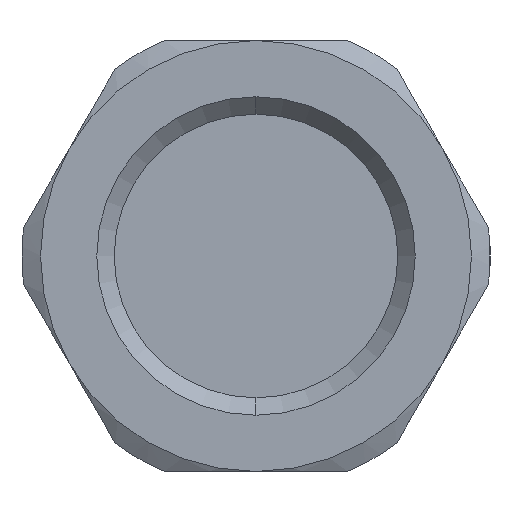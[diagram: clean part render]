
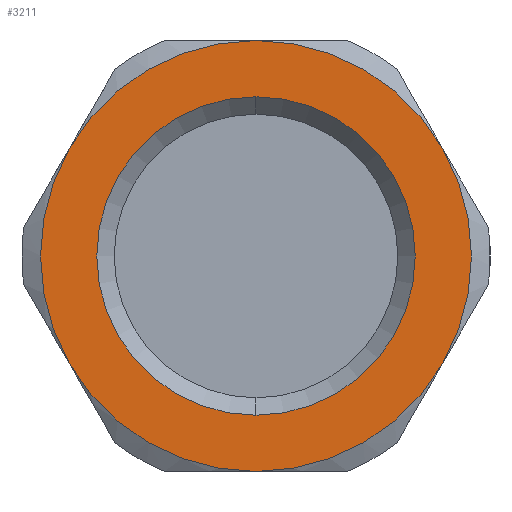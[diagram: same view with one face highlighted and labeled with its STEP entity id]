
A CAD part, left-side view. The second image highlights one B-rep face of the part: STEP entity #3211.
In plain terms, the highlighted planar face has unit normal (-1, 0, 0).
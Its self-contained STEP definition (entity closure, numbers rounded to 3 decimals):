
#84 = FACE_BOUND ( 'NONE', #2746, .T. ) ;
#85 = FACE_OUTER_BOUND ( 'NONE', #3389, .T. ) ;
#103 = VERTEX_POINT ( 'NONE', #747 ) ;
#122 = VERTEX_POINT ( 'NONE', #736 ) ;
#311 = CARTESIAN_POINT ( 'NONE',  ( -30.5, -19.919, 11.5 ) ) ;
#393 = CARTESIAN_POINT ( 'NONE',  ( -30.5, 0., -23. ) ) ;
#426 = CARTESIAN_POINT ( 'NONE',  ( -30.5, 0., -17. ) ) ;
#460 = PLANE ( 'NONE',  #3655 ) ;
#462 = CARTESIAN_POINT ( 'NONE',  ( -30.5, 23., 0. ) ) ;
#464 = DIRECTION ( 'NONE',  ( -1., 0., 0. ) ) ;
#466 = DIRECTION ( 'NONE',  ( 0., 0., 1. ) ) ;
#564 = VERTEX_POINT ( 'NONE', #426 ) ;
#602 = VERTEX_POINT ( 'NONE', #393 ) ;
#674 = VERTEX_POINT ( 'NONE', #1046 ) ;
#675 = VERTEX_POINT ( 'NONE', #1047 ) ;
#684 = VERTEX_POINT ( 'NONE', #1062 ) ;
#712 = VERTEX_POINT ( 'NONE', #311 ) ;
#736 = CARTESIAN_POINT ( 'NONE',  ( -30.5, 19.919, -11.5 ) ) ;
#747 = CARTESIAN_POINT ( 'NONE',  ( -30.5, 19.919, 11.5 ) ) ;
#1046 = CARTESIAN_POINT ( 'NONE',  ( -30.5, -19.919, -11.5 ) ) ;
#1047 = CARTESIAN_POINT ( 'NONE',  ( -30.5, 0., 23. ) ) ;
#1062 = CARTESIAN_POINT ( 'NONE',  ( -30.5, 0., 17. ) ) ;
#1082 = CARTESIAN_POINT ( 'NONE',  ( -30.5, 0., 0. ) ) ;
#1083 = DIRECTION ( 'NONE',  ( 1., 0., 0. ) ) ;
#1085 = DIRECTION ( 'NONE',  ( 0., 0., -1. ) ) ;
#1103 = CARTESIAN_POINT ( 'NONE',  ( -30.5, 0., 0. ) ) ;
#1105 = DIRECTION ( 'NONE',  ( 1., 0., 0. ) ) ;
#1107 = DIRECTION ( 'NONE',  ( 0., 0., -1. ) ) ;
#1156 = CARTESIAN_POINT ( 'NONE',  ( -30.5, 0., 0. ) ) ;
#1158 = DIRECTION ( 'NONE',  ( 1., 0., 0. ) ) ;
#1160 = DIRECTION ( 'NONE',  ( 0., 0., -1. ) ) ;
#1197 = CARTESIAN_POINT ( 'NONE',  ( -30.5, 0., 0. ) ) ;
#1199 = DIRECTION ( 'NONE',  ( 1., 0., 0. ) ) ;
#1201 = DIRECTION ( 'NONE',  ( 0., 0., -1. ) ) ;
#1220 = CARTESIAN_POINT ( 'NONE',  ( -30.5, 0., 0. ) ) ;
#1221 = DIRECTION ( 'NONE',  ( 1., 0., 0. ) ) ;
#1222 = DIRECTION ( 'NONE',  ( 0., 0., -1. ) ) ;
#1240 = CARTESIAN_POINT ( 'NONE',  ( -30.5, 0., 0. ) ) ;
#1241 = DIRECTION ( 'NONE',  ( 1., 0., 0. ) ) ;
#1242 = DIRECTION ( 'NONE',  ( 0., 0., -1. ) ) ;
#1555 = ORIENTED_EDGE ( 'NONE', *, *, #3304, .F. ) ;
#1556 = ORIENTED_EDGE ( 'NONE', *, *, #3308, .F. ) ;
#1563 = ORIENTED_EDGE ( 'NONE', *, *, #3312, .F. ) ;
#1564 = ORIENTED_EDGE ( 'NONE', *, *, #3294, .F. ) ;
#1565 = ORIENTED_EDGE ( 'NONE', *, *, #3506, .T. ) ;
#1566 = ORIENTED_EDGE ( 'NONE', *, *, #3349, .T. ) ;
#1585 = ORIENTED_EDGE ( 'NONE', *, *, #3292, .F. ) ;
#1586 = ORIENTED_EDGE ( 'NONE', *, *, #3300, .F. ) ;
#1610 = CIRCLE ( 'NONE', #1845, 23. ) ;
#1611 = CIRCLE ( 'NONE', #1846, 23. ) ;
#1614 = CIRCLE ( 'NONE', #1849, 23. ) ;
#1616 = CIRCLE ( 'NONE', #1851, 23. ) ;
#1618 = CIRCLE ( 'NONE', #1853, 23. ) ;
#1620 = CIRCLE ( 'NONE', #1855, 23. ) ;
#1657 = CIRCLE ( 'NONE', #1868, 17. ) ;
#1845 = AXIS2_PLACEMENT_3D ( 'NONE', #1082, #1083, #1085 ) ;
#1846 = AXIS2_PLACEMENT_3D ( 'NONE', #1103, #1105, #1107 ) ;
#1849 = AXIS2_PLACEMENT_3D ( 'NONE', #1156, #1158, #1160 ) ;
#1851 = AXIS2_PLACEMENT_3D ( 'NONE', #1197, #1199, #1201 ) ;
#1853 = AXIS2_PLACEMENT_3D ( 'NONE', #1220, #1221, #1222 ) ;
#1855 = AXIS2_PLACEMENT_3D ( 'NONE', #1240, #1241, #1242 ) ;
#1868 = AXIS2_PLACEMENT_3D ( 'NONE', #1998, #1999, #2000 ) ;
#1939 = AXIS2_PLACEMENT_3D ( 'NONE', #2409, #2410, #2411 ) ;
#1998 = CARTESIAN_POINT ( 'NONE',  ( -30.5, 0., 0. ) ) ;
#1999 = DIRECTION ( 'NONE',  ( 1., 0., 0. ) ) ;
#2000 = DIRECTION ( 'NONE',  ( 0., 0., -1. ) ) ;
#2409 = CARTESIAN_POINT ( 'NONE',  ( -30.5, 0., 0. ) ) ;
#2410 = DIRECTION ( 'NONE',  ( 1., 0., 0. ) ) ;
#2411 = DIRECTION ( 'NONE',  ( 0., 0., -1. ) ) ;
#2561 = CIRCLE ( 'NONE', #1939, 17. ) ;
#2746 = EDGE_LOOP ( 'NONE', ( #1565, #1566 ) ) ;
#3211 = ADVANCED_FACE ( 'NONE', ( #84, #85 ), #460, .T. ) ;
#3292 = EDGE_CURVE ( 'NONE', #712, #674, #1610, .T. ) ;
#3294 = EDGE_CURVE ( 'NONE', #674, #602, #1611, .T. ) ;
#3300 = EDGE_CURVE ( 'NONE', #675, #712, #1614, .T. ) ;
#3304 = EDGE_CURVE ( 'NONE', #103, #675, #1616, .T. ) ;
#3308 = EDGE_CURVE ( 'NONE', #122, #103, #1618, .T. ) ;
#3312 = EDGE_CURVE ( 'NONE', #602, #122, #1620, .T. ) ;
#3349 = EDGE_CURVE ( 'NONE', #564, #684, #1657, .T. ) ;
#3389 = EDGE_LOOP ( 'NONE', ( #1563, #1564, #1585, #1586, #1555, #1556 ) ) ;
#3506 = EDGE_CURVE ( 'NONE', #684, #564, #2561, .T. ) ;
#3655 = AXIS2_PLACEMENT_3D ( 'NONE', #462, #464, #466 ) ;
